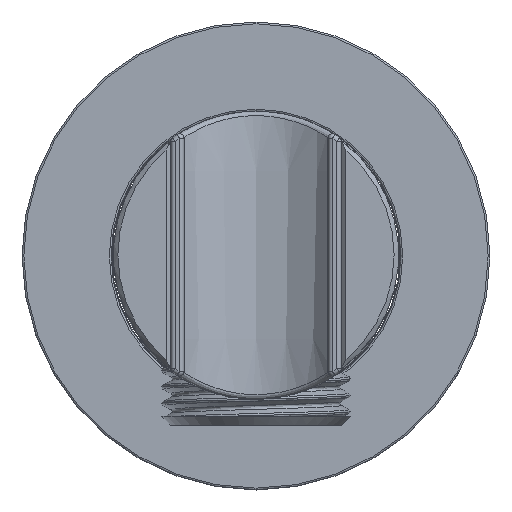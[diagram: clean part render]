
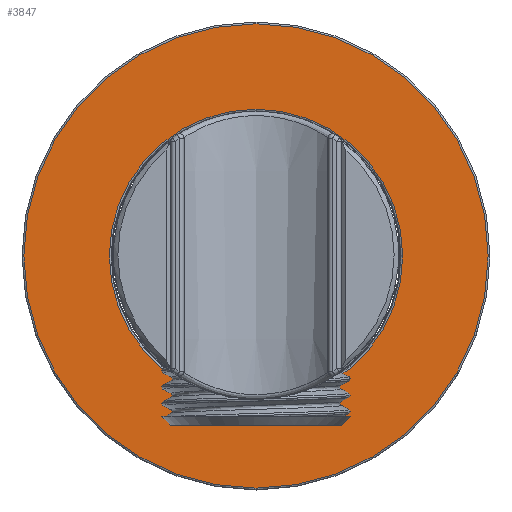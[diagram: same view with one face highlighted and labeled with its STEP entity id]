
A CAD part, top view. The second image highlights one B-rep face of the part: STEP entity #3847.
In plain terms, the highlighted planar face has unit normal (0, 0, 1).
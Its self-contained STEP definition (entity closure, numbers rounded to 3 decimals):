
#737=PLANE('',#5714);
#1512=ORIENTED_EDGE('',*,*,#2119,.T.);
#1513=ORIENTED_EDGE('',*,*,#2120,.F.);
#2119=EDGE_CURVE('',#2517,#2517,#2737,.T.);
#2120=EDGE_CURVE('',#2518,#2518,#2738,.T.);
#2517=VERTEX_POINT('',#13612);
#2518=VERTEX_POINT('',#13615);
#2737=CIRCLE('',#5713,16.3);
#2738=CIRCLE('',#5715,25.8);
#3111=EDGE_LOOP('',(#1512));
#3112=EDGE_LOOP('',(#1513));
#3502=FACE_BOUND('',#3111,.T.);
#3503=FACE_BOUND('',#3112,.T.);
#3847=ADVANCED_FACE('',(#3502,#3503),#737,.F.);
#5713=AXIS2_PLACEMENT_3D('',#13611,#6680,#6681);
#5714=AXIS2_PLACEMENT_3D('',#13613,#6682,#6683);
#5715=AXIS2_PLACEMENT_3D('',#13614,#6684,#6685);
#6680=DIRECTION('',(0.,0.,-1.));
#6681=DIRECTION('',(-1.,0.,0.));
#6682=DIRECTION('',(0.,0.,-1.));
#6683=DIRECTION('',(1.,0.,0.));
#6684=DIRECTION('',(0.,0.,-1.));
#6685=DIRECTION('',(1.,0.,0.));
#13611=CARTESIAN_POINT('',(0.,0.,5.));
#13612=CARTESIAN_POINT('',(-16.3,0.,5.));
#13613=CARTESIAN_POINT('',(0.,0.,5.));
#13614=CARTESIAN_POINT('',(0.,0.,5.));
#13615=CARTESIAN_POINT('',(25.8,0.,5.));
